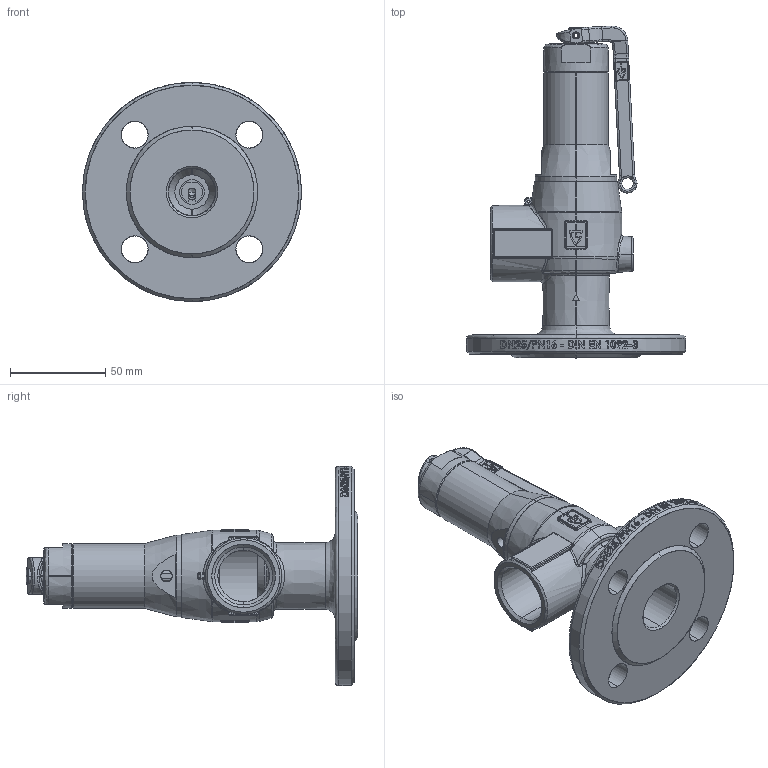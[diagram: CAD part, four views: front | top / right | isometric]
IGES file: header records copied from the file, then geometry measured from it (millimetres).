
Start section: SolidWorks IGES file using analytic representation for surfaces
Global section: file name: 642mGFL25_FLDIN-F_25-25PTFE.IGS; native system: SolidWorks 2018; preprocessor: SolidWorks 2018; author: Hildenbrand; date: 190226.120416; units: millimetre
Bounding box: 115 x 174.17 x 115 mm (x, y, z)
Surface area: 77098.7 mm2 (no closed solid volume)
Topology: 0 solids, 0 shells, 976 faces, 13406 edges, 13398 vertices
Faces by surface type: bspline 635, revolution 341
